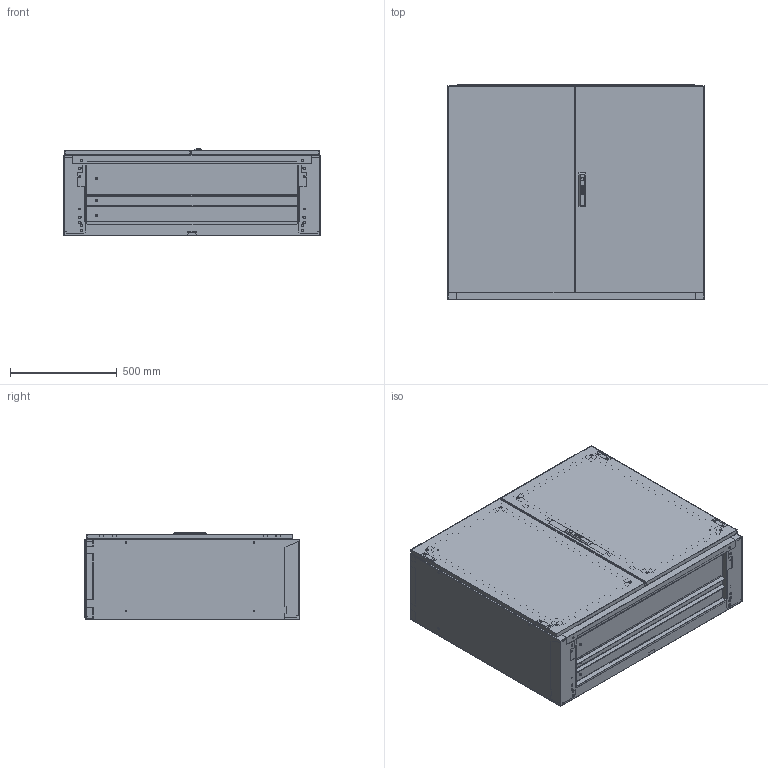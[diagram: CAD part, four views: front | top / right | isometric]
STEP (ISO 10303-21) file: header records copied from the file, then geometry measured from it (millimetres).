
FILE_DESCRIPTION (( 'STEP AP214' ), '1' );
FILE_NAME ('0390-1210-40-17.STEP', '2014-12-03T10:06:03', ( '' ), ( '' ), 'SwSTEP 2.0', 'SolidWorks 2014', '' );
FILE_SCHEMA (( 'AUTOMOTIVE_DESIGN' ));
Length unit declared in the file: millimetre
Products named in the file (20): Tragschiene unten rechts (Modell) T400; Bodenplatte hinten 0395 f黵 0390 (Modell) B1200; Abwicklung kpl (Modell) B1200H1000T400; Bodenplatte mitte 0395 f黵 0390 (Modell) B1200; 0390-1210-40-17; Bodenplatte vorne 0395 f黵 0390 (Modell) B1200; Tragschiene oben rechts (Modell) T400; Montageplatte kpl 0348 (Modell) B1200H1000; Arretierwinkel kpl rechts (Modell) 1200; Arretierwinkel kpl links (Modell) 1200; Rasthalterung kpl rechts (Modell) 1200; Rasthalterung kpl links (Modell) 1200; Montageplatte 0348 (Modell) B1200H1000; Tragschiene oben links (Modell) T400; Dachwinkel vorn-hinten (Modell) B1200; Tragschiene unten links (Modell) T400; Dachplatte 0390 (Modell) B1200T400; Tuere LP 0395 (Modell) B 1200 H 1000; Bodenblech vorn-hinten (Modell) B1200; Tuere GG 0395 (Modell) B 1200 H 1000
Assembly tree (19 placements, depth 3):
  0390-1210-40-17
    Abwicklung kpl (Modell) B1200H1000T400
    Tragschiene unten rechts (Modell) T400
    Bodenblech vorn-hinten (Modell) B1200
    Dachplatte 0390 (Modell) B1200T400
    Tragschiene unten links (Modell) T400
    Dachwinkel vorn-hinten (Modell) B1200
    Tragschiene oben links (Modell) T400
    Montageplatte kpl 0348 (Modell) B1200H1000
      Montageplatte 0348 (Modell) B1200H1000
      Rasthalterung kpl links (Modell) 1200
      Rasthalterung kpl rechts (Modell) 1200
      Arretierwinkel kpl links (Modell) 1200
      Arretierwinkel kpl rechts (Modell) 1200
    Tragschiene oben rechts (Modell) T400
    Bodenplatte vorne 0395 f黵 0390 (Modell) B1200
    Bodenplatte mitte 0395 f黵 0390 (Modell) B1200
    Bodenplatte hinten 0395 f黵 0390 (Modell) B1200
    Tuere GG 0395 (Modell) B 1200 H 1000
    Tuere LP 0395 (Modell) B 1200 H 1000
Bounding box: 1200 x 1006.5 x 407.5 mm (x, y, z)
Volume: 13666299.6 mm3; surface area: 13686420.5 mm2
Topology: 34 solids, 34 shells, 2856 faces, 7602 edges, 5031 vertices
Faces by surface type: plane 1546, cylinder 1244, cone 66
Entity records: 113915 total; most frequent: CARTESIAN_POINT 15859, DIRECTION 15845, ORIENTED_EDGE 15204, EDGE_CURVE 7602, AXIS2_PLACEMENT_3D 5453, VERTEX_POINT 5031, LINE 4939, VECTOR 4939
